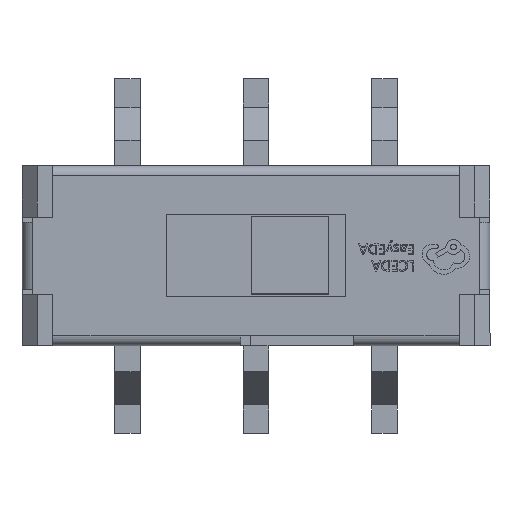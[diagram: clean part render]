
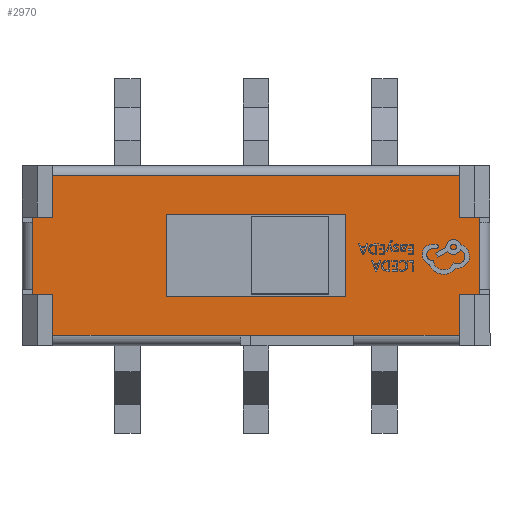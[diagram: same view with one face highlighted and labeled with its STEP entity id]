
A CAD part, top view. The second image highlights one B-rep face of the part: STEP entity #2970.
In plain terms, the highlighted planar face has unit normal (0, 0, 1).
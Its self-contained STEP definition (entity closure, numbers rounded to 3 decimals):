
#292 = VERTEX_POINT ( 'NONE', #24618 ) ;
#393 = ORIENTED_EDGE ( 'NONE', *, *, #1701, .T. ) ;
#465 = VECTOR ( 'NONE', #12820, 1000. ) ;
#588 = CARTESIAN_POINT ( 'NONE',  ( 3.95, -1.55, 0. ) ) ;
#655 = EDGE_CURVE ( 'NONE', #7252, #16490, #16680, .T. ) ;
#738 = CARTESIAN_POINT ( 'NONE',  ( 4.35, -0.75, 0. ) ) ;
#1374 = VECTOR ( 'NONE', #22882, 1000. ) ;
#1378 = VECTOR ( 'NONE', #3026, 1000. ) ;
#1640 = VECTOR ( 'NONE', #10202, 1000. ) ;
#1701 = EDGE_CURVE ( 'NONE', #16490, #292, #23500, .T. ) ;
#2078 = CARTESIAN_POINT ( 'NONE',  ( 3.95, 1.55, 0. ) ) ;
#2146 = VERTEX_POINT ( 'NONE', #7272 ) ;
#2215 = DIRECTION ( 'NONE',  ( 0., -1., 0. ) ) ;
#2277 = EDGE_LOOP ( 'NONE', ( #20381, #10512, #10575, #4498 ) ) ;
#2395 = LINE ( 'NONE', #23483, #1640 ) ;
#2553 = CARTESIAN_POINT ( 'NONE',  ( -4.35, -0.75, 0. ) ) ;
#2645 = CARTESIAN_POINT ( 'NONE',  ( -3.95, 0.75, 0. ) ) ;
#2970 = ADVANCED_FACE ( 'NONE', ( #23692, #17925 ), #4657, .T. ) ;
#3026 = DIRECTION ( 'NONE',  ( -1., 0., 0. ) ) ;
#3061 = CARTESIAN_POINT ( 'NONE',  ( 3.95, 0.75, 0. ) ) ;
#3098 = EDGE_CURVE ( 'NONE', #12214, #7252, #20333, .T. ) ;
#3341 = VECTOR ( 'NONE', #6963, 1000. ) ;
#3648 = VECTOR ( 'NONE', #8092, 1000. ) ;
#3847 = CARTESIAN_POINT ( 'NONE',  ( 3.95, -0.75, 0. ) ) ;
#3921 = ORIENTED_EDGE ( 'NONE', *, *, #6711, .T. ) ;
#4100 = VERTEX_POINT ( 'NONE', #11946 ) ;
#4237 = DIRECTION ( 'NONE',  ( 1., 0., 0. ) ) ;
#4296 = CARTESIAN_POINT ( 'NONE',  ( -1.75, -0.8, 0. ) ) ;
#4402 = DIRECTION ( 'NONE',  ( -1., 0., 0. ) ) ;
#4477 = CARTESIAN_POINT ( 'NONE',  ( -4.35, -0.75, 0. ) ) ;
#4495 = CARTESIAN_POINT ( 'NONE',  ( 3.95, -0.75, 0. ) ) ;
#4498 = ORIENTED_EDGE ( 'NONE', *, *, #14312, .F. ) ;
#4558 = LINE ( 'NONE', #22542, #465 ) ;
#4629 = EDGE_CURVE ( 'NONE', #12425, #20070, #6008, .T. ) ;
#4637 = LINE ( 'NONE', #17910, #16186 ) ;
#4657 = PLANE ( 'NONE',  #16000 ) ;
#5054 = DIRECTION ( 'NONE',  ( -1., 0., 0. ) ) ;
#5297 = EDGE_CURVE ( 'NONE', #7787, #2146, #16151, .T. ) ;
#5652 = LINE ( 'NONE', #13393, #8698 ) ;
#5894 = CARTESIAN_POINT ( 'NONE',  ( -1.75, -0.8, 0. ) ) ;
#6008 = LINE ( 'NONE', #15057, #1374 ) ;
#6711 = EDGE_CURVE ( 'NONE', #8224, #12214, #24067, .T. ) ;
#6963 = DIRECTION ( 'NONE',  ( 1., 0., 0. ) ) ;
#7016 = DIRECTION ( 'NONE',  ( 0., 1., 0. ) ) ;
#7028 = VECTOR ( 'NONE', #18058, 1000. ) ;
#7243 = VERTEX_POINT ( 'NONE', #21955 ) ;
#7252 = VERTEX_POINT ( 'NONE', #3061 ) ;
#7272 = CARTESIAN_POINT ( 'NONE',  ( -3.95, -1.55, 0. ) ) ;
#7550 = EDGE_CURVE ( 'NONE', #10694, #21857, #2395, .T. ) ;
#7606 = ORIENTED_EDGE ( 'NONE', *, *, #3098, .T. ) ;
#7700 = VERTEX_POINT ( 'NONE', #21358 ) ;
#7787 = VERTEX_POINT ( 'NONE', #14939 ) ;
#7911 = ORIENTED_EDGE ( 'NONE', *, *, #25244, .T. ) ;
#8092 = DIRECTION ( 'NONE',  ( -1., 0., 0. ) ) ;
#8224 = VERTEX_POINT ( 'NONE', #12215 ) ;
#8346 = VERTEX_POINT ( 'NONE', #24861 ) ;
#8390 = ORIENTED_EDGE ( 'NONE', *, *, #655, .T. ) ;
#8433 = VECTOR ( 'NONE', #4237, 1000. ) ;
#8698 = VECTOR ( 'NONE', #17618, 1000. ) ;
#8955 = DIRECTION ( 'NONE',  ( 1., 0., 0. ) ) ;
#9399 = ORIENTED_EDGE ( 'NONE', *, *, #23109, .T. ) ;
#10202 = DIRECTION ( 'NONE',  ( 0., 1., 0. ) ) ;
#10512 = ORIENTED_EDGE ( 'NONE', *, *, #19251, .F. ) ;
#10575 = ORIENTED_EDGE ( 'NONE', *, *, #16697, .F. ) ;
#10694 = VERTEX_POINT ( 'NONE', #13385 ) ;
#10720 = VERTEX_POINT ( 'NONE', #3847 ) ;
#10762 = DIRECTION ( 'NONE',  ( 0., -1., 0. ) ) ;
#10824 = LINE ( 'NONE', #18606, #24238 ) ;
#10874 = ORIENTED_EDGE ( 'NONE', *, *, #19880, .T. ) ;
#11679 = EDGE_CURVE ( 'NONE', #4100, #19967, #12633, .T. ) ;
#11946 = CARTESIAN_POINT ( 'NONE',  ( -4.35, 0.75, 0. ) ) ;
#12128 = VERTEX_POINT ( 'NONE', #24864 ) ;
#12184 = DIRECTION ( 'NONE',  ( 0., 0., 1. ) ) ;
#12214 = VERTEX_POINT ( 'NONE', #17451 ) ;
#12215 = CARTESIAN_POINT ( 'NONE',  ( 4.35, -0.75, 0. ) ) ;
#12295 = DIRECTION ( 'NONE',  ( 1., 0., 0. ) ) ;
#12425 = VERTEX_POINT ( 'NONE', #21342 ) ;
#12633 = LINE ( 'NONE', #20441, #21094 ) ;
#12820 = DIRECTION ( 'NONE',  ( 0., 1., 0. ) ) ;
#13233 = ORIENTED_EDGE ( 'NONE', *, *, #23643, .T. ) ;
#13385 = CARTESIAN_POINT ( 'NONE',  ( 1.75, -0.8, 0. ) ) ;
#13393 = CARTESIAN_POINT ( 'NONE',  ( -3.95, 1.75, 0. ) ) ;
#13711 = EDGE_CURVE ( 'NONE', #19967, #7787, #18253, .T. ) ;
#13816 = ORIENTED_EDGE ( 'NONE', *, *, #4629, .F. ) ;
#13821 = CARTESIAN_POINT ( 'NONE',  ( 0., 0., 0. ) ) ;
#14022 = DIRECTION ( 'NONE',  ( 0., -1., 0. ) ) ;
#14312 = EDGE_CURVE ( 'NONE', #21857, #12128, #4637, .T. ) ;
#14734 = VECTOR ( 'NONE', #5054, 1000. ) ;
#14836 = CARTESIAN_POINT ( 'NONE',  ( 4.35, 0.75, 0. ) ) ;
#14939 = CARTESIAN_POINT ( 'NONE',  ( -3.95, -0.75, 0. ) ) ;
#15057 = CARTESIAN_POINT ( 'NONE',  ( -0.3, -1.55, 0. ) ) ;
#15288 = CARTESIAN_POINT ( 'NONE',  ( 1.75, 0.8, 0. ) ) ;
#15791 = ORIENTED_EDGE ( 'NONE', *, *, #5297, .T. ) ;
#16000 = AXIS2_PLACEMENT_3D ( 'NONE', #13821, #12184, #16159 ) ;
#16040 = ORIENTED_EDGE ( 'NONE', *, *, #13711, .T. ) ;
#16068 = ORIENTED_EDGE ( 'NONE', *, *, #23982, .T. ) ;
#16151 = LINE ( 'NONE', #21624, #21016 ) ;
#16159 = DIRECTION ( 'NONE',  ( 1., 0., 0. ) ) ;
#16186 = VECTOR ( 'NONE', #4402, 1000. ) ;
#16490 = VERTEX_POINT ( 'NONE', #2078 ) ;
#16680 = LINE ( 'NONE', #20236, #19287 ) ;
#16697 = EDGE_CURVE ( 'NONE', #12128, #8346, #19900, .T. ) ;
#16746 = ORIENTED_EDGE ( 'NONE', *, *, #18472, .T. ) ;
#17451 = CARTESIAN_POINT ( 'NONE',  ( 4.35, 0.75, 0. ) ) ;
#17618 = DIRECTION ( 'NONE',  ( 0., -1., 0. ) ) ;
#17910 = CARTESIAN_POINT ( 'NONE',  ( -1.75, 0.8, 0. ) ) ;
#17925 = FACE_BOUND ( 'NONE', #2277, .T. ) ;
#18058 = DIRECTION ( 'NONE',  ( 0., 1., 0. ) ) ;
#18253 = LINE ( 'NONE', #2553, #8433 ) ;
#18371 = VECTOR ( 'NONE', #19725, 1000. ) ;
#18472 = EDGE_CURVE ( 'NONE', #7700, #10720, #4558, .T. ) ;
#18560 = VECTOR ( 'NONE', #14022, 1000. ) ;
#18606 = CARTESIAN_POINT ( 'NONE',  ( -0.3, -1.55, 0. ) ) ;
#18742 = EDGE_LOOP ( 'NONE', ( #8390, #393, #10874, #9399, #21004, #16040, #15791, #13233, #13816, #16068, #16746, #7911, #3921, #7606 ) ) ;
#18981 = CARTESIAN_POINT ( 'NONE',  ( -0.3, -1.55, 0. ) ) ;
#19251 = EDGE_CURVE ( 'NONE', #8346, #10694, #23455, .T. ) ;
#19287 = VECTOR ( 'NONE', #7016, 1000. ) ;
#19725 = DIRECTION ( 'NONE',  ( 1., 0., 0. ) ) ;
#19880 = EDGE_CURVE ( 'NONE', #292, #7243, #5652, .T. ) ;
#19900 = LINE ( 'NONE', #5894, #18560 ) ;
#19967 = VERTEX_POINT ( 'NONE', #4477 ) ;
#20070 = VERTEX_POINT ( 'NONE', #18981 ) ;
#20236 = CARTESIAN_POINT ( 'NONE',  ( 3.95, 0.75, 0. ) ) ;
#20333 = LINE ( 'NONE', #14836, #14734 ) ;
#20381 = ORIENTED_EDGE ( 'NONE', *, *, #7550, .F. ) ;
#20441 = CARTESIAN_POINT ( 'NONE',  ( -4.35, 0.75, 0. ) ) ;
#21004 = ORIENTED_EDGE ( 'NONE', *, *, #11679, .T. ) ;
#21016 = VECTOR ( 'NONE', #2215, 1000. ) ;
#21094 = VECTOR ( 'NONE', #10762, 1000. ) ;
#21309 = CARTESIAN_POINT ( 'NONE',  ( -3.95, 1.55, 0. ) ) ;
#21342 = CARTESIAN_POINT ( 'NONE',  ( 1.9, -1.55, 0. ) ) ;
#21358 = CARTESIAN_POINT ( 'NONE',  ( 3.95, -1.55, 0. ) ) ;
#21624 = CARTESIAN_POINT ( 'NONE',  ( -3.95, -0.75, 0. ) ) ;
#21857 = VERTEX_POINT ( 'NONE', #15288 ) ;
#21955 = CARTESIAN_POINT ( 'NONE',  ( -3.95, 0.75, 0. ) ) ;
#22022 = VECTOR ( 'NONE', #12295, 1000. ) ;
#22542 = CARTESIAN_POINT ( 'NONE',  ( 3.95, -1.75, 0. ) ) ;
#22882 = DIRECTION ( 'NONE',  ( -1., 0., 0. ) ) ;
#23109 = EDGE_CURVE ( 'NONE', #7243, #4100, #24234, .T. ) ;
#23455 = LINE ( 'NONE', #4296, #18371 ) ;
#23483 = CARTESIAN_POINT ( 'NONE',  ( 1.75, -0.8, 0. ) ) ;
#23500 = LINE ( 'NONE', #21309, #3648 ) ;
#23643 = EDGE_CURVE ( 'NONE', #2146, #20070, #10824, .T. ) ;
#23692 = FACE_OUTER_BOUND ( 'NONE', #18742, .T. ) ;
#23913 = LINE ( 'NONE', #4495, #3341 ) ;
#23982 = EDGE_CURVE ( 'NONE', #12425, #7700, #24056, .T. ) ;
#24056 = LINE ( 'NONE', #588, #22022 ) ;
#24067 = LINE ( 'NONE', #738, #7028 ) ;
#24234 = LINE ( 'NONE', #2645, #1378 ) ;
#24238 = VECTOR ( 'NONE', #8955, 1000. ) ;
#24618 = CARTESIAN_POINT ( 'NONE',  ( -3.95, 1.55, 0. ) ) ;
#24861 = CARTESIAN_POINT ( 'NONE',  ( -1.75, -0.8, 0. ) ) ;
#24864 = CARTESIAN_POINT ( 'NONE',  ( -1.75, 0.8, 0. ) ) ;
#25244 = EDGE_CURVE ( 'NONE', #10720, #8224, #23913, .T. ) ;
